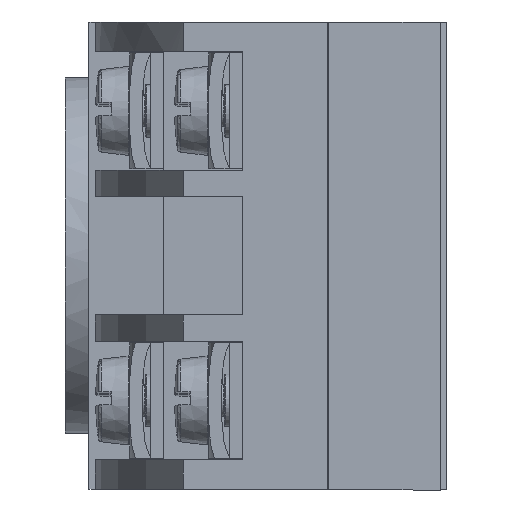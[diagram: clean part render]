
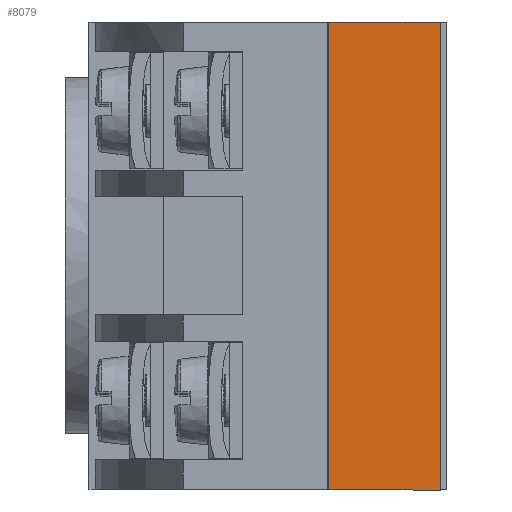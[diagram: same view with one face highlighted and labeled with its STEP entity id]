
A CAD part, left-side view. The second image highlights one B-rep face of the part: STEP entity #8079.
In plain terms, the highlighted planar face has unit normal (-1, 0, 0).
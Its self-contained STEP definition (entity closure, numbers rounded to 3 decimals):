
#97 = CARTESIAN_POINT ( 'NONE',  ( -19.5, -8.85, -62.711 ) ) ;
#101 = DIRECTION ( 'NONE',  ( 0., 0., 1. ) ) ;
#504 = CARTESIAN_POINT ( 'NONE',  ( -19.5, -8.85, -62.711 ) ) ;
#540 = DIRECTION ( 'NONE',  ( 0., 0., 1. ) ) ;
#547 = CARTESIAN_POINT ( 'NONE',  ( -19.5, -8.85, -62.711 ) ) ;
#548 = DIRECTION ( 'NONE',  ( 0., 0., 1. ) ) ;
#1073 = LINE ( 'NONE', #504, #1104 ) ;
#1104 = VECTOR ( 'NONE', #540, 1000. ) ;
#1109 = LINE ( 'NONE', #547, #1112 ) ;
#1112 = VECTOR ( 'NONE', #548, 1000. ) ;
#1952 = LINE ( 'NONE', #2757, #1955 ) ;
#1955 = VECTOR ( 'NONE', #2758, 1000. ) ;
#2102 = LINE ( 'NONE', #2913, #2104 ) ;
#2104 = VECTOR ( 'NONE', #2915, 1000. ) ;
#2109 = LINE ( 'NONE', #2919, #2112 ) ;
#2111 = LINE ( 'NONE', #2921, #2114 ) ;
#2112 = VECTOR ( 'NONE', #2920, 1000. ) ;
#2113 = LINE ( 'NONE', #2923, #2116 ) ;
#2114 = VECTOR ( 'NONE', #2922, 1000. ) ;
#2115 = LINE ( 'NONE', #2925, #13483 ) ;
#2116 = VECTOR ( 'NONE', #2924, 1000. ) ;
#2117 = LINE ( 'NONE', #2927, #3149 ) ;
#2757 = CARTESIAN_POINT ( 'NONE',  ( -19.5, -8.85, -62.711 ) ) ;
#2758 = DIRECTION ( 'NONE',  ( 0., 0., 1. ) ) ;
#2913 = CARTESIAN_POINT ( 'NONE',  ( -19.5, -17.35, -62.711 ) ) ;
#2915 = DIRECTION ( 'NONE',  ( 0., 0., 1. ) ) ;
#2919 = CARTESIAN_POINT ( 'NONE',  ( -19.5, -8.85, -62.711 ) ) ;
#2920 = DIRECTION ( 'NONE',  ( 0., 0., 1. ) ) ;
#2921 = CARTESIAN_POINT ( 'NONE',  ( -19.5, -17.35, -17.8 ) ) ;
#2922 = DIRECTION ( 'NONE',  ( 0., 1., 0. ) ) ;
#2923 = CARTESIAN_POINT ( 'NONE',  ( -19.5, -8.85, 17.75 ) ) ;
#2924 = DIRECTION ( 'NONE',  ( 0., -1., 0. ) ) ;
#2925 = CARTESIAN_POINT ( 'NONE',  ( -19.5, -8.85, -62.711 ) ) ;
#2926 = DIRECTION ( 'NONE',  ( 0., 0., 1. ) ) ;
#2927 = CARTESIAN_POINT ( 'NONE',  ( -19.5, -8.85, -62.711 ) ) ;
#2928 = DIRECTION ( 'NONE',  ( 0., 0., 1. ) ) ;
#3149 = VECTOR ( 'NONE', #2928, 1000. ) ;
#3371 = CARTESIAN_POINT ( 'NONE',  ( -19.5, -8.85, -16.05 ) ) ;
#3374 = CARTESIAN_POINT ( 'NONE',  ( -19.5, -8.85, 16.05 ) ) ;
#3523 = CARTESIAN_POINT ( 'NONE',  ( -19.5, -8.85, -17.727 ) ) ;
#3533 = CARTESIAN_POINT ( 'NONE',  ( -19.5, -8.85, 16.15 ) ) ;
#3535 = CARTESIAN_POINT ( 'NONE',  ( -19.5, -8.85, -16.15 ) ) ;
#3539 = CARTESIAN_POINT ( 'NONE',  ( -19.5, -8.85, 17.727 ) ) ;
#3763 = CARTESIAN_POINT ( 'NONE',  ( -19.5, -8.85, 17.75 ) ) ;
#3804 = CARTESIAN_POINT ( 'NONE',  ( -19.5, -17.35, 17.75 ) ) ;
#3810 = CARTESIAN_POINT ( 'NONE',  ( -19.5, -17.35, -17.8 ) ) ;
#3811 = CARTESIAN_POINT ( 'NONE',  ( -19.5, -8.85, -17.8 ) ) ;
#5211 = DIRECTION ( 'NONE',  ( -1., 0., 0. ) ) ;
#5270 = PLANE ( 'NONE',  #13662 ) ;
#5299 = DIRECTION ( 'NONE',  ( 0., 0., 1. ) ) ;
#5390 = CARTESIAN_POINT ( 'NONE',  ( -19.5, -8.85, -62.711 ) ) ;
#7560 = EDGE_LOOP ( 'NONE', ( #10314, #10316, #10319, #10322, #10325, #10328, #10330, #10333, #10336, #10339 ) ) ;
#8079 = ADVANCED_FACE ( 'NONE', ( #12941 ), #5270, .T. ) ;
#8351 = EDGE_CURVE ( 'NONE', #10660, #10663, #13291, .T. ) ;
#8550 = EDGE_CURVE ( 'NONE', #10812, #10824, #1073, .T. ) ;
#8554 = EDGE_CURVE ( 'NONE', #10822, #10828, #1109, .T. ) ;
#9591 = EDGE_CURVE ( 'NONE', #10828, #11052, #1952, .T. ) ;
#9664 = EDGE_CURVE ( 'NONE', #11099, #11093, #2102, .T. ) ;
#9667 = EDGE_CURVE ( 'NONE', #11100, #10812, #2109, .T. ) ;
#9668 = EDGE_CURVE ( 'NONE', #11099, #11100, #2111, .T. ) ;
#9669 = EDGE_CURVE ( 'NONE', #11052, #11093, #2113, .T. ) ;
#9670 = EDGE_CURVE ( 'NONE', #10663, #10822, #2115, .T. ) ;
#9671 = EDGE_CURVE ( 'NONE', #10824, #10660, #2117, .T. ) ;
#10314 = ORIENTED_EDGE ( 'NONE', *, *, #9667, .F. ) ;
#10316 = ORIENTED_EDGE ( 'NONE', *, *, #9668, .F. ) ;
#10319 = ORIENTED_EDGE ( 'NONE', *, *, #9664, .T. ) ;
#10322 = ORIENTED_EDGE ( 'NONE', *, *, #9669, .F. ) ;
#10325 = ORIENTED_EDGE ( 'NONE', *, *, #9591, .F. ) ;
#10328 = ORIENTED_EDGE ( 'NONE', *, *, #8554, .F. ) ;
#10330 = ORIENTED_EDGE ( 'NONE', *, *, #9670, .F. ) ;
#10333 = ORIENTED_EDGE ( 'NONE', *, *, #8351, .F. ) ;
#10336 = ORIENTED_EDGE ( 'NONE', *, *, #9671, .F. ) ;
#10339 = ORIENTED_EDGE ( 'NONE', *, *, #8550, .F. ) ;
#10660 = VERTEX_POINT ( 'NONE', #3371 ) ;
#10663 = VERTEX_POINT ( 'NONE', #3374 ) ;
#10812 = VERTEX_POINT ( 'NONE', #3523 ) ;
#10822 = VERTEX_POINT ( 'NONE', #3533 ) ;
#10824 = VERTEX_POINT ( 'NONE', #3535 ) ;
#10828 = VERTEX_POINT ( 'NONE', #3539 ) ;
#11052 = VERTEX_POINT ( 'NONE', #3763 ) ;
#11093 = VERTEX_POINT ( 'NONE', #3804 ) ;
#11099 = VERTEX_POINT ( 'NONE', #3810 ) ;
#11100 = VERTEX_POINT ( 'NONE', #3811 ) ;
#12941 = FACE_OUTER_BOUND ( 'NONE', #7560, .T. ) ;
#13291 = LINE ( 'NONE', #97, #13296 ) ;
#13296 = VECTOR ( 'NONE', #101, 1000. ) ;
#13483 = VECTOR ( 'NONE', #2926, 1000. ) ;
#13662 = AXIS2_PLACEMENT_3D ( 'NONE', #5390, #5211, #5299 ) ;
